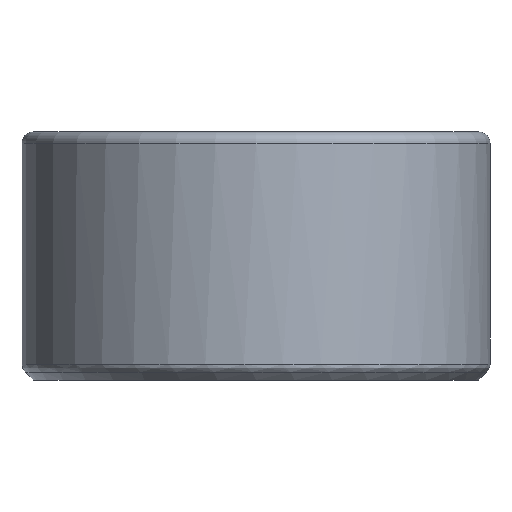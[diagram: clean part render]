
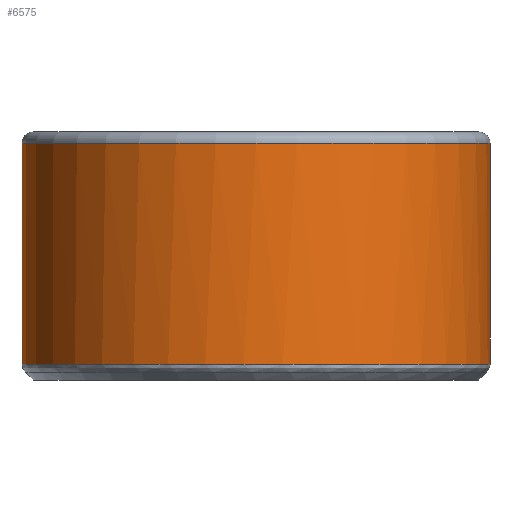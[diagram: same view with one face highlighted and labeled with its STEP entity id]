
A CAD part, front view. The second image highlights one B-rep face of the part: STEP entity #6575.
In plain terms, the highlighted cylindrical face has radius 20.75 mm (diameter 41.5 mm), a full revolution.
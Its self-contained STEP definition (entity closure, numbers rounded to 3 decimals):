
#6023 = TOROIDAL_SURFACE('',#6024,19.75,1.);
#6024 = AXIS2_PLACEMENT_3D('',#6025,#6026,#6027);
#6025 = CARTESIAN_POINT('',(0.,0.,21.));
#6026 = DIRECTION('',(0.,0.,1.));
#6027 = DIRECTION('',(1.,0.,-0.));
#6390 = VERTEX_POINT('',#6391);
#6391 = CARTESIAN_POINT('',(20.75,0.,21.));
#6411 = EDGE_CURVE('',#6390,#6390,#6412,.T.);
#6412 = SURFACE_CURVE('',#6413,(#6418,#6425),.PCURVE_S1.);
#6413 = CIRCLE('',#6414,20.75);
#6414 = AXIS2_PLACEMENT_3D('',#6415,#6416,#6417);
#6415 = CARTESIAN_POINT('',(0.,0.,21.));
#6416 = DIRECTION('',(0.,0.,1.));
#6417 = DIRECTION('',(1.,0.,-0.));
#6418 = PCURVE('',#6023,#6419);
#6419 = DEFINITIONAL_REPRESENTATION('',(#6420),#6424);
#6420 = LINE('',#6421,#6422);
#6421 = CARTESIAN_POINT('',(0.,0.));
#6422 = VECTOR('',#6423,1.);
#6423 = DIRECTION('',(1.,0.));
#6424 = ( GEOMETRIC_REPRESENTATION_CONTEXT(2) 
PARAMETRIC_REPRESENTATION_CONTEXT() REPRESENTATION_CONTEXT('2D SPACE',''
  ) );
#6425 = PCURVE('',#6426,#6431);
#6426 = CYLINDRICAL_SURFACE('',#6427,20.75);
#6427 = AXIS2_PLACEMENT_3D('',#6428,#6429,#6430);
#6428 = CARTESIAN_POINT('',(0.,0.,0.));
#6429 = DIRECTION('',(-0.,-0.,-1.));
#6430 = DIRECTION('',(1.,0.,0.));
#6431 = DEFINITIONAL_REPRESENTATION('',(#6432),#6436);
#6432 = LINE('',#6433,#6434);
#6433 = CARTESIAN_POINT('',(-0.,-21.));
#6434 = VECTOR('',#6435,1.);
#6435 = DIRECTION('',(-1.,0.));
#6436 = ( GEOMETRIC_REPRESENTATION_CONTEXT(2) 
PARAMETRIC_REPRESENTATION_CONTEXT() REPRESENTATION_CONTEXT('2D SPACE',''
  ) );
#6521 = ( BOUNDED_SURFACE() B_SPLINE_SURFACE(2,14,(
    (#6522,#6523,#6524,#6525,#6526,#6527,#6528,#6529,#6530,#6531,#6532
      ,#6533,#6534,#6535,#6536)
    ,(#6537,#6538,#6539,#6540,#6541,#6542,#6543,#6544,#6545,#6546,#6547
      ,#6548,#6549,#6550,#6551)
    ,(#6552,#6553,#6554,#6555,#6556,#6557,#6558,#6559,#6560,#6561,#6562
      ,#6563,#6564,#6565,#6566
)),.UNSPECIFIED.,.F.,.T.,.F.) B_SPLINE_SURFACE_WITH_KNOTS((3,3),(15,15),
  (0.,130.376),(0.,130.376),
.PIECEWISE_BEZIER_KNOTS.) GEOMETRIC_REPRESENTATION_ITEM() 
RATIONAL_B_SPLINE_SURFACE((
    (1.,1.,1.,1.,1.,1.
      ,1.,1.,1.,1.
      ,1.,1.,1.,1.,1.)
    ,(0.924,0.924,0.924,0.924
      ,0.924,0.924,0.924,0.924
      ,0.924,0.924,0.924,0.924
      ,0.924,0.924,0.924)
    ,(1.,1.,1.,1.,1.,1.
      ,1.,1.,1.,1.
      ,1.,1.,1.,1.,1.
))) REPRESENTATION_ITEM('') SURFACE() );
#6522 = CARTESIAN_POINT('',(20.75,0.,1.414));
#6523 = CARTESIAN_POINT('',(20.75,9.178,1.414
    ));
#6524 = CARTESIAN_POINT('',(16.379,18.551,
    1.414));
#6525 = CARTESIAN_POINT('',(7.329,25.677,
    1.414));
#6526 = CARTESIAN_POINT('',(-5.015,28.019,
    1.414));
#6527 = CARTESIAN_POINT('',(-17.801,23.382,
    1.414));
#6528 = CARTESIAN_POINT('',(-26.379,14.202,
    1.414));
#6529 = CARTESIAN_POINT('',(-31.806,0.,
    1.414));
#6530 = CARTESIAN_POINT('',(-26.379,-14.202,
    1.414));
#6531 = CARTESIAN_POINT('',(-17.801,-23.382,
    1.414));
#6532 = CARTESIAN_POINT('',(-5.015,-28.019,
    1.414));
#6533 = CARTESIAN_POINT('',(7.329,-25.677,
    1.414));
#6534 = CARTESIAN_POINT('',(16.379,-18.551,
    1.414));
#6535 = CARTESIAN_POINT('',(20.75,-9.178,
    1.414));
#6536 = CARTESIAN_POINT('',(20.75,0.,1.414));
#6537 = CARTESIAN_POINT('',(20.75,0.,1.));
#6538 = CARTESIAN_POINT('',(20.75,9.178,1.));
#6539 = CARTESIAN_POINT('',(16.379,18.551,1.));
#6540 = CARTESIAN_POINT('',(7.329,25.677,1.));
#6541 = CARTESIAN_POINT('',(-5.015,28.019,
    1.));
#6542 = CARTESIAN_POINT('',(-17.801,23.382,
    1.));
#6543 = CARTESIAN_POINT('',(-26.379,14.202,
    1.));
#6544 = CARTESIAN_POINT('',(-31.806,0.,
    1.));
#6545 = CARTESIAN_POINT('',(-26.379,-14.202,
    1.));
#6546 = CARTESIAN_POINT('',(-17.801,-23.382,
    1.));
#6547 = CARTESIAN_POINT('',(-5.015,-28.019,
    1.));
#6548 = CARTESIAN_POINT('',(7.329,-25.677,1.));
#6549 = CARTESIAN_POINT('',(16.379,-18.551,1.));
#6550 = CARTESIAN_POINT('',(20.75,-9.178,1.));
#6551 = CARTESIAN_POINT('',(20.75,0.,1.));
#6552 = CARTESIAN_POINT('',(20.457,0.,0.707));
#6553 = CARTESIAN_POINT('',(20.457,9.048,
    0.707));
#6554 = CARTESIAN_POINT('',(16.148,18.289,
    0.707));
#6555 = CARTESIAN_POINT('',(7.225,25.314,
    0.707));
#6556 = CARTESIAN_POINT('',(-4.944,27.624,
    0.707));
#6557 = CARTESIAN_POINT('',(-17.55,23.052,
    0.707));
#6558 = CARTESIAN_POINT('',(-26.007,14.001,
    0.707));
#6559 = CARTESIAN_POINT('',(-31.357,0.,
    0.707));
#6560 = CARTESIAN_POINT('',(-26.007,-14.001,
    0.707));
#6561 = CARTESIAN_POINT('',(-17.55,-23.052,
    0.707));
#6562 = CARTESIAN_POINT('',(-4.944,-27.624,
    0.707));
#6563 = CARTESIAN_POINT('',(7.225,-25.314,0.707)
  );
#6564 = CARTESIAN_POINT('',(16.148,-18.289,
    0.707));
#6565 = CARTESIAN_POINT('',(20.457,-9.048,
    0.707));
#6566 = CARTESIAN_POINT('',(20.457,0.,
    0.707));
#6575 = ADVANCED_FACE('',(#6576),#6426,.T.);
#6576 = FACE_BOUND('',#6577,.F.);
#6577 = EDGE_LOOP('',(#6578,#6601,#6602,#6603));
#6578 = ORIENTED_EDGE('',*,*,#6579,.T.);
#6579 = EDGE_CURVE('',#6580,#6390,#6582,.T.);
#6580 = VERTEX_POINT('',#6581);
#6581 = CARTESIAN_POINT('',(20.75,0.,1.414));
#6582 = SEAM_CURVE('',#6583,(#6587,#6594),.PCURVE_S1.);
#6583 = LINE('',#6584,#6585);
#6584 = CARTESIAN_POINT('',(20.75,0.,0.));
#6585 = VECTOR('',#6586,1.);
#6586 = DIRECTION('',(0.,0.,1.));
#6587 = PCURVE('',#6426,#6588);
#6588 = DEFINITIONAL_REPRESENTATION('',(#6589),#6593);
#6589 = LINE('',#6590,#6591);
#6590 = CARTESIAN_POINT('',(-0.,0.));
#6591 = VECTOR('',#6592,1.);
#6592 = DIRECTION('',(-0.,-1.));
#6593 = ( GEOMETRIC_REPRESENTATION_CONTEXT(2) 
PARAMETRIC_REPRESENTATION_CONTEXT() REPRESENTATION_CONTEXT('2D SPACE',''
  ) );
#6594 = PCURVE('',#6426,#6595);
#6595 = DEFINITIONAL_REPRESENTATION('',(#6596),#6600);
#6596 = LINE('',#6597,#6598);
#6597 = CARTESIAN_POINT('',(-6.283,0.));
#6598 = VECTOR('',#6599,1.);
#6599 = DIRECTION('',(-0.,-1.));
#6600 = ( GEOMETRIC_REPRESENTATION_CONTEXT(2) 
PARAMETRIC_REPRESENTATION_CONTEXT() REPRESENTATION_CONTEXT('2D SPACE',''
  ) );
#6601 = ORIENTED_EDGE('',*,*,#6411,.T.);
#6602 = ORIENTED_EDGE('',*,*,#6579,.F.);
#6603 = ORIENTED_EDGE('',*,*,#6604,.F.);
#6604 = EDGE_CURVE('',#6580,#6580,#6605,.T.);
#6605 = SURFACE_CURVE('',#6606,(#6622,#6646),.PCURVE_S1.);
#6606 = ( BOUNDED_CURVE() B_SPLINE_CURVE(14,(#6607,#6608,#6609,#6610,
    #6611,#6612,#6613,#6614,#6615,#6616,#6617,#6618,#6619,#6620,#6621),
.UNSPECIFIED.,.T.,.F.) B_SPLINE_CURVE_WITH_KNOTS((15,15),(
0.,130.376),.PIECEWISE_BEZIER_KNOTS.) CURVE() 
GEOMETRIC_REPRESENTATION_ITEM() RATIONAL_B_SPLINE_CURVE((1.,1.,
    1.,1.,1.,1.,
    1.,1.,1.,1.,
    1.,1.,1.,1.,1.)) 
REPRESENTATION_ITEM('') );
#6607 = CARTESIAN_POINT('',(20.75,0.,1.414));
#6608 = CARTESIAN_POINT('',(20.75,9.178,1.414
    ));
#6609 = CARTESIAN_POINT('',(16.379,18.551,
    1.414));
#6610 = CARTESIAN_POINT('',(7.329,25.677,
    1.414));
#6611 = CARTESIAN_POINT('',(-5.015,28.019,
    1.414));
#6612 = CARTESIAN_POINT('',(-17.801,23.382,
    1.414));
#6613 = CARTESIAN_POINT('',(-26.379,14.202,
    1.414));
#6614 = CARTESIAN_POINT('',(-31.806,0.,
    1.414));
#6615 = CARTESIAN_POINT('',(-26.379,-14.202,
    1.414));
#6616 = CARTESIAN_POINT('',(-17.801,-23.382,
    1.414));
#6617 = CARTESIAN_POINT('',(-5.015,-28.019,
    1.414));
#6618 = CARTESIAN_POINT('',(7.329,-25.677,
    1.414));
#6619 = CARTESIAN_POINT('',(16.379,-18.551,
    1.414));
#6620 = CARTESIAN_POINT('',(20.75,-9.178,
    1.414));
#6621 = CARTESIAN_POINT('',(20.75,0.,1.414));
#6622 = PCURVE('',#6426,#6623);
#6623 = DEFINITIONAL_REPRESENTATION('',(#6624),#6645);
#6624 = B_SPLINE_CURVE_WITH_KNOTS('',10,(#6625,#6626,#6627,#6628,#6629,
    #6630,#6631,#6632,#6633,#6634,#6635,#6636,#6637,#6638,#6639,#6640,
    #6641,#6642,#6643,#6644),.UNSPECIFIED.,.F.,.F.,(11,9,11),(
    0.,65.188,130.376),.UNSPECIFIED.);
#6625 = CARTESIAN_POINT('',(0.,-1.414));
#6626 = CARTESIAN_POINT('',(-0.31,-1.414));
#6627 = CARTESIAN_POINT('',(-0.624,-1.414));
#6628 = CARTESIAN_POINT('',(-0.94,-1.414));
#6629 = CARTESIAN_POINT('',(-1.256,-1.414));
#6630 = CARTESIAN_POINT('',(-1.57,-1.414));
#6631 = CARTESIAN_POINT('',(-1.885,-1.414));
#6632 = CARTESIAN_POINT('',(-2.199,-1.414));
#6633 = CARTESIAN_POINT('',(-2.513,-1.414));
#6634 = CARTESIAN_POINT('',(-2.827,-1.414));
#6635 = CARTESIAN_POINT('',(-3.456,-1.414));
#6636 = CARTESIAN_POINT('',(-3.77,-1.414));
#6637 = CARTESIAN_POINT('',(-4.084,-1.414));
#6638 = CARTESIAN_POINT('',(-4.398,-1.414));
#6639 = CARTESIAN_POINT('',(-4.713,-1.414));
#6640 = CARTESIAN_POINT('',(-5.027,-1.414));
#6641 = CARTESIAN_POINT('',(-5.343,-1.414));
#6642 = CARTESIAN_POINT('',(-5.659,-1.414));
#6643 = CARTESIAN_POINT('',(-5.974,-1.414));
#6644 = CARTESIAN_POINT('',(-6.283,-1.414));
#6645 = ( GEOMETRIC_REPRESENTATION_CONTEXT(2) 
PARAMETRIC_REPRESENTATION_CONTEXT() REPRESENTATION_CONTEXT('2D SPACE',''
  ) );
#6646 = PCURVE('',#6521,#6647);
#6647 = DEFINITIONAL_REPRESENTATION('',(#6648),#6652);
#6648 = LINE('',#6649,#6650);
#6649 = CARTESIAN_POINT('',(0.,0.));
#6650 = VECTOR('',#6651,1.);
#6651 = DIRECTION('',(0.,1.));
#6652 = ( GEOMETRIC_REPRESENTATION_CONTEXT(2) 
PARAMETRIC_REPRESENTATION_CONTEXT() REPRESENTATION_CONTEXT('2D SPACE',''
  ) );
